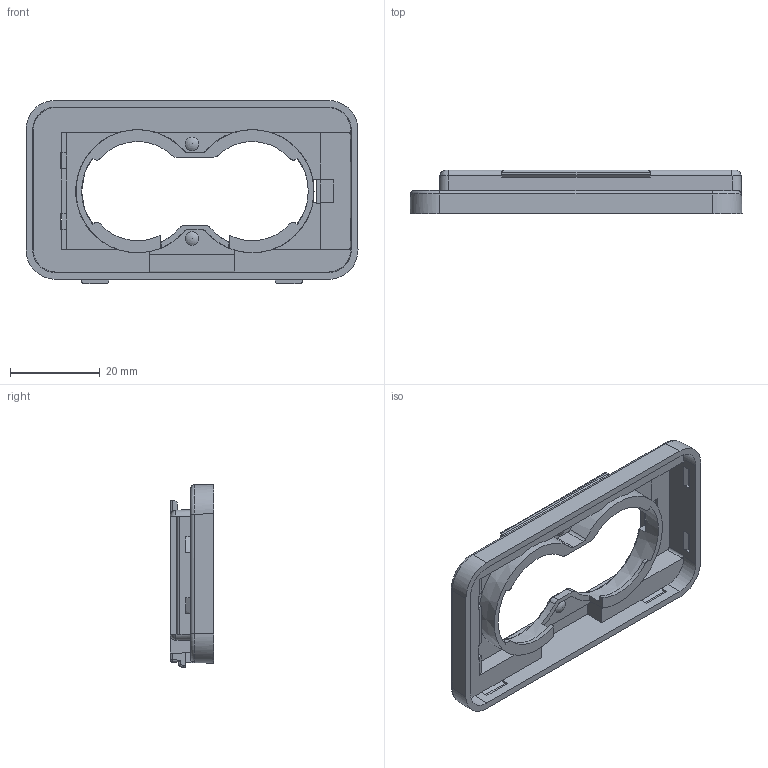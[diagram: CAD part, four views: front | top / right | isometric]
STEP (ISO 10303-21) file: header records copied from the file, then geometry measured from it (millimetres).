
FILE_DESCRIPTION(/* description */ (''),/* implementation_level */ '2;1');
FILE_NAME(/* name */ 'EW0213F9 v1 batkorp.step',/* time_stamp */ '2021-12-08T15:27:13+02:00',/* author */ (''),/* organization */ (''),/* preprocessor_version */ 'ST-DEVELOPER v18.1',/* originating_system */ 'Autodesk Translation Framework v10.10.0.1391',/* authorisation */ '');
FILE_SCHEMA (('AUTOMOTIVE_DESIGN { 1 0 10303 214 3 1 1 }'));
Length unit declared in the file: millimetre
Products named in the file (3): EW0213F9; 213_asm_5.asm; 1-b_1.prt
Assembly tree (2 placements, depth 3):
  EW0213F9
    213_asm_5.asm
      1-b_1.prt
Bounding box: 74.04 x 9.75 x 40.84 mm (x, y, z)
Volume: 6038.8 mm3; surface area: 9256.9 mm2
Topology: 1 solids, 1 shells, 231 faces, 675 edges, 444 vertices
Faces by surface type: plane 140, cylinder 53, torus 17, bspline 9, cone 8, sphere 4
Entity records: 8961 total; most frequent: CARTESIAN_POINT 2785, ORIENTED_EDGE 1346, DIRECTION 1228, EDGE_CURVE 673, VERTEX_POINT 444, AXIS2_PLACEMENT_3D 416, LINE 396, VECTOR 396
